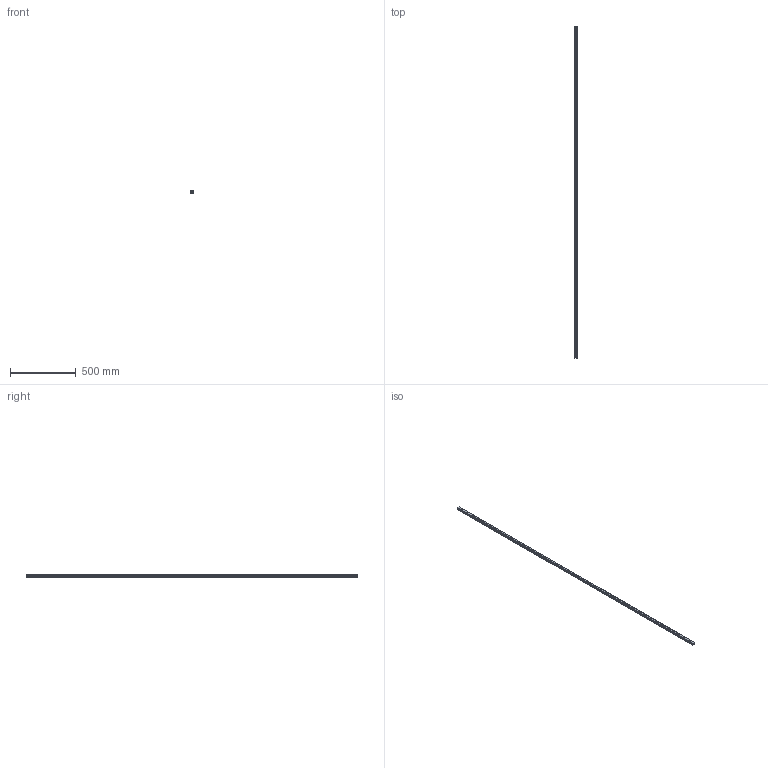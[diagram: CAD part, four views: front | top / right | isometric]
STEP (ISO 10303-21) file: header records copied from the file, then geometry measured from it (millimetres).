
FILE_DESCRIPTION(('STEP AP214'),'1');
FILE_NAME('cctmp_83541B08-74FD-4029-8E2D-C3E76A3DA5D4_2020_5_19_9_49_24_708..stp','2020-05-19T07:49:24',('HIWIN GmbH'),('CADClick - www.CADClick.com'),'Spatial InterOp 3D',' ','unknown authorization');
FILE_SCHEMA(('AUTOMOTIVE_DESIGN'));
Length unit declared in the file: millimetre
Products named in the file (1): HGR20R2530H_FILE
Bounding box: 20 x 2530 x 17.5 mm (x, y, z)
Volume: 723432.7 mm3; surface area: 214548.8 mm2
Topology: 1 solids, 1 shells, 485 faces, 1059 edges, 706 vertices
Faces by surface type: cylinder 274, plane 211
Entity records: 17425 total; most frequent: DIRECTION 2579, CARTESIAN_POINT 2251, ORIENTED_EDGE 2118, EDGE_CURVE 1059, AXIS2_PLACEMENT_3D 1034, VERTEX_POINT 706, EDGE_LOOP 615, CIRCLE 548
